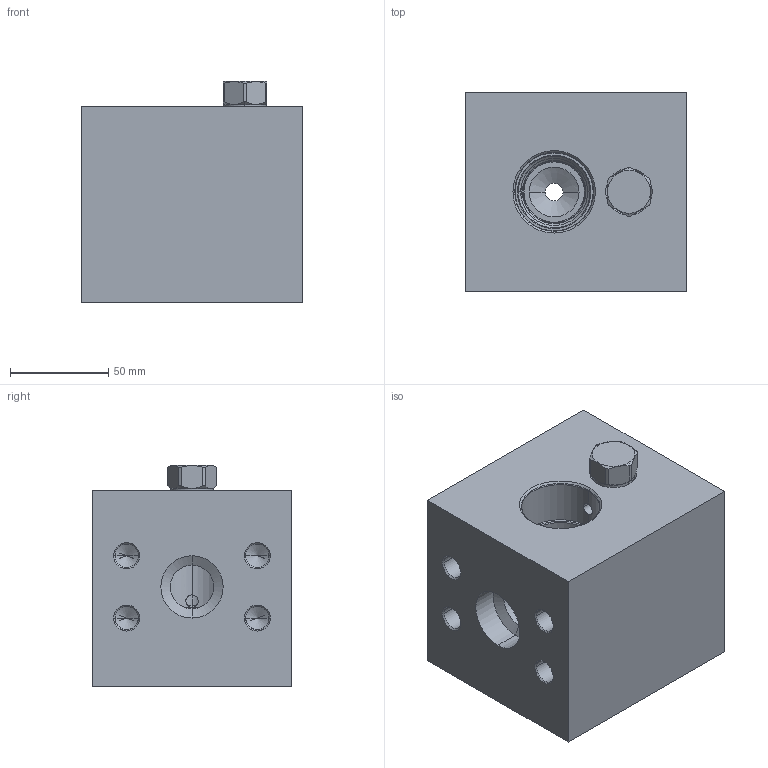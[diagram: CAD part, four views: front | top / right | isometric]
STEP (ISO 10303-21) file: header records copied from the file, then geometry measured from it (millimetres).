
FILE_DESCRIPTION((''),'2;1');
FILE_NAME('HG5_ASM','2024-09-20T',('ProEService'),(''),'PRO/ENGINEER BY PARAMETRIC TECHNOLOGY CORPORATION, 2014200','PRO/ENGINEER BY PARAMETRIC TECHNOLOGY CORPORATION, 2014200','');
FILE_SCHEMA(('CONFIG_CONTROL_DESIGN'));
Length unit declared in the file: inch
Products named in the file (3): 152-455-001; CSADXXN; HG5_ASM
Assembly tree (2 placements, depth 2):
  HG5_ASM
    152-455-001
    CSADXXN
Bounding box: 112.73 x 101.6 x 112.7 mm (x, y, z)
Volume: 1003506.5 mm3; surface area: 98628.7 mm2
Topology: 5 solids, 5 shells, 269 faces, 852 edges, 690 vertices
Faces by surface type: cylinder 108, cone 92, plane 35, torus 20, revolution 12, sphere 2
Entity records: 11036 total; most frequent: CARTESIAN_POINT 3677, DIRECTION 1595, ORIENTED_EDGE 1204, EDGE_CURVE 602, AXIS2_PLACEMENT_3D 569, VECTOR 445, LINE 445, VERTEX_POINT 357
